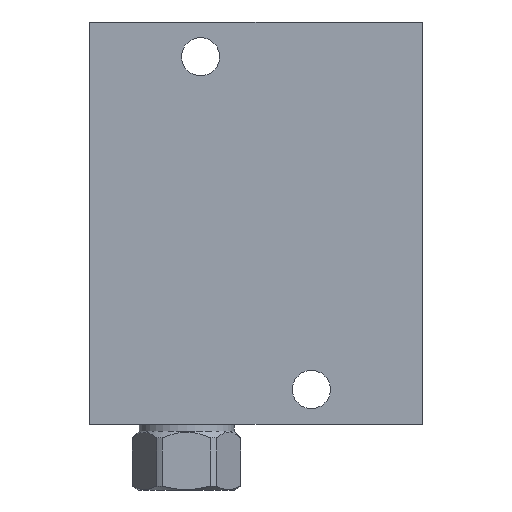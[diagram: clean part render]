
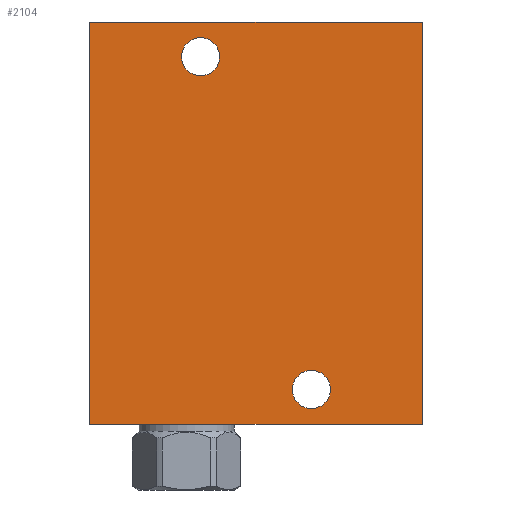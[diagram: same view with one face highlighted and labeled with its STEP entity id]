
A CAD part, front view. The second image highlights one B-rep face of the part: STEP entity #2104.
In plain terms, the highlighted planar face has unit normal (0, -1, 0).
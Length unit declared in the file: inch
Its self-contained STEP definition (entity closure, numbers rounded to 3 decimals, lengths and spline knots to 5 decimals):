
#5=DIRECTION('',(1.,0.,0.));
#6=VECTOR('',#5,3.);
#7=CARTESIAN_POINT('',(0.,-1.25,0.));
#8=LINE('',#7,#6);
#75=DIRECTION('',(0.,0.,1.));
#76=VECTOR('',#75,3.625);
#77=CARTESIAN_POINT('',(3.,-1.25,0.));
#78=LINE('',#77,#76);
#99=DIRECTION('',(0.,0.,1.));
#100=VECTOR('',#99,3.625);
#101=CARTESIAN_POINT('',(0.,-1.25,0.));
#102=LINE('',#101,#100);
#103=CARTESIAN_POINT('',(1.,-1.25,3.312));
#104=DIRECTION('',(0.,-1.,0.));
#105=DIRECTION('',(-1.,0.,0.));
#106=AXIS2_PLACEMENT_3D('',#103,#104,#105);
#108=CARTESIAN_POINT('',(1.,-1.25,3.312));
#109=DIRECTION('',(0.,-1.,0.));
#110=DIRECTION('',(1.,0.,0.));
#111=AXIS2_PLACEMENT_3D('',#108,#109,#110);
#113=CARTESIAN_POINT('',(2.,-1.25,0.312));
#114=DIRECTION('',(0.,-1.,0.));
#115=DIRECTION('',(-1.,0.,0.));
#116=AXIS2_PLACEMENT_3D('',#113,#114,#115);
#118=CARTESIAN_POINT('',(2.,-1.25,0.312));
#119=DIRECTION('',(0.,-1.,0.));
#120=DIRECTION('',(1.,0.,0.));
#121=AXIS2_PLACEMENT_3D('',#118,#119,#120);
#135=DIRECTION('',(1.,0.,0.));
#136=VECTOR('',#135,3.);
#137=CARTESIAN_POINT('',(0.,-1.25,3.625));
#138=LINE('',#137,#136);
#1732=CARTESIAN_POINT('',(0.,-1.25,0.));
#1734=VERTEX_POINT('',#1732);
#1735=CARTESIAN_POINT('',(3.,-1.25,0.));
#1736=VERTEX_POINT('',#1735);
#1740=CARTESIAN_POINT('',(0.,-1.25,3.625));
#1742=VERTEX_POINT('',#1740);
#1743=CARTESIAN_POINT('',(3.,-1.25,3.625));
#1744=VERTEX_POINT('',#1743);
#1875=CARTESIAN_POINT('',(0.828,-1.25,3.312));
#1876=CARTESIAN_POINT('',(1.172,-1.25,3.312));
#1877=VERTEX_POINT('',#1875);
#1878=VERTEX_POINT('',#1876);
#1883=CARTESIAN_POINT('',(1.828,-1.25,0.312));
#1884=CARTESIAN_POINT('',(2.172,-1.25,0.312));
#1885=VERTEX_POINT('',#1883);
#1886=VERTEX_POINT('',#1884);
#2080=CARTESIAN_POINT('',(0.,-1.25,0.));
#2081=DIRECTION('',(0.,-1.,0.));
#2082=DIRECTION('',(1.,0.,0.));
#2083=AXIS2_PLACEMENT_3D('',#2080,#2081,#2082);
#2084=PLANE('',#2083);
#2085=ORIENTED_EDGE('',*,*,#1986,.F.);
#2086=ORIENTED_EDGE('',*,*,#2011,.T.);
#2088=ORIENTED_EDGE('',*,*,#2087,.T.);
#2089=ORIENTED_EDGE('',*,*,#2060,.F.);
#2090=EDGE_LOOP('',(#2085,#2086,#2088,#2089));
#2091=FACE_OUTER_BOUND('',#2090,.F.);
#2093=ORIENTED_EDGE('',*,*,#2092,.T.);
#2095=ORIENTED_EDGE('',*,*,#2094,.T.);
#2096=EDGE_LOOP('',(#2093,#2095));
#2097=FACE_BOUND('',#2096,.F.);
#2099=ORIENTED_EDGE('',*,*,#2098,.T.);
#2101=ORIENTED_EDGE('',*,*,#2100,.T.);
#2102=EDGE_LOOP('',(#2099,#2101));
#2103=FACE_BOUND('',#2102,.F.);
#2104=ADVANCED_FACE('',(#2091,#2097,#2103),#2084,.T.);
#107=CIRCLE('',#106,0.172);
#112=CIRCLE('',#111,0.172);
#117=CIRCLE('',#116,0.172);
#122=CIRCLE('',#121,0.172);
#1986=EDGE_CURVE('',#1734,#1736,#8,.T.);
#2011=EDGE_CURVE('',#1734,#1742,#102,.T.);
#2060=EDGE_CURVE('',#1736,#1744,#78,.T.);
#2087=EDGE_CURVE('',#1742,#1744,#138,.T.);
#2092=EDGE_CURVE('',#1877,#1878,#107,.T.);
#2094=EDGE_CURVE('',#1878,#1877,#112,.T.);
#2098=EDGE_CURVE('',#1885,#1886,#117,.T.);
#2100=EDGE_CURVE('',#1886,#1885,#122,.T.);
